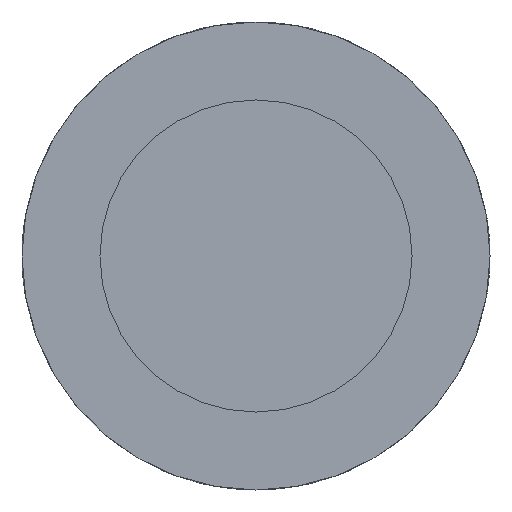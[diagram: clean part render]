
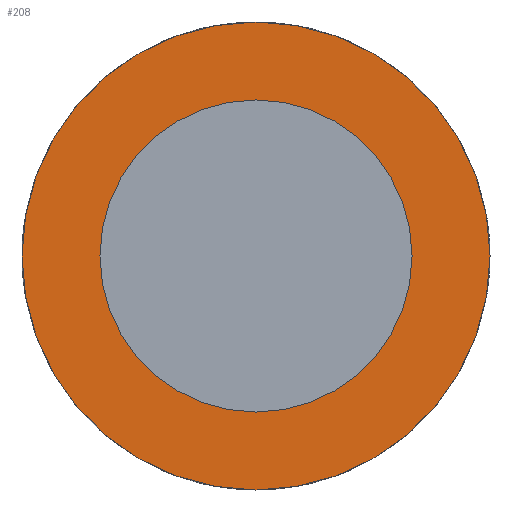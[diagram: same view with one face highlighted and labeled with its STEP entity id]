
A CAD part, front view. The second image highlights one B-rep face of the part: STEP entity #208.
In plain terms, the highlighted planar face has unit normal (0, -1, 0).
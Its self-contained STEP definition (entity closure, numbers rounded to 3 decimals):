
#18=FACE_BOUND('',#49,.T.);
#24=PLANE('',#241);
#34=FACE_OUTER_BOUND('',#48,.T.);
#48=EDGE_LOOP('',(#187));
#49=EDGE_LOOP('',(#188,#189));
#89=CIRCLE('',#240,75.);
#90=CIRCLE('',#242,50.);
#91=CIRCLE('',#243,50.);
#108=VERTEX_POINT('',#451);
#109=VERTEX_POINT('',#456);
#110=VERTEX_POINT('',#457);
#133=EDGE_CURVE('',#108,#108,#89,.T.);
#136=EDGE_CURVE('',#109,#110,#90,.T.);
#137=EDGE_CURVE('',#110,#109,#91,.T.);
#187=ORIENTED_EDGE('',*,*,#133,.T.);
#188=ORIENTED_EDGE('',*,*,#136,.F.);
#189=ORIENTED_EDGE('',*,*,#137,.F.);
#208=ADVANCED_FACE('',(#34,#18),#24,.F.);
#240=AXIS2_PLACEMENT_3D('',#452,#289,#290);
#241=AXIS2_PLACEMENT_3D('',#455,#293,#294);
#242=AXIS2_PLACEMENT_3D('',#458,#295,#296);
#243=AXIS2_PLACEMENT_3D('',#459,#297,#298);
#289=DIRECTION('center_axis',(0.,-1.,0.));
#290=DIRECTION('ref_axis',(-1.,0.,0.));
#293=DIRECTION('center_axis',(0.,1.,0.));
#294=DIRECTION('ref_axis',(-1.,0.,0.));
#295=DIRECTION('center_axis',(0.,-1.,0.));
#296=DIRECTION('ref_axis',(1.,0.,0.));
#297=DIRECTION('center_axis',(0.,-1.,0.));
#298=DIRECTION('ref_axis',(1.,0.,0.));
#451=CARTESIAN_POINT('',(75.,750.,0.));
#452=CARTESIAN_POINT('Origin',(0.,750.,0.));
#455=CARTESIAN_POINT('Origin',(62.5,750.,0.));
#456=CARTESIAN_POINT('',(50.,750.,0.));
#457=CARTESIAN_POINT('',(-50.,750.,0.));
#458=CARTESIAN_POINT('Origin',(0.,750.,0.));
#459=CARTESIAN_POINT('Origin',(0.,750.,0.));
